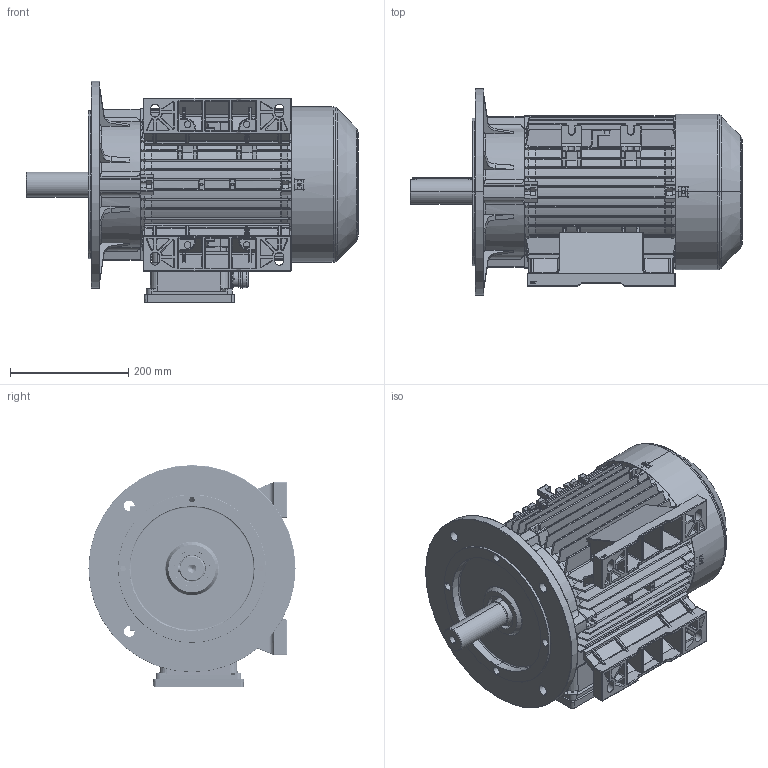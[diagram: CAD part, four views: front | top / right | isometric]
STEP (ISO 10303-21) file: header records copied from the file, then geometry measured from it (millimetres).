
FILE_DESCRIPTION (( 'STEP AP214' ), '1' );
FILE_NAME ('FCAP 160MT-B3 B5-IC411-2-4-6-8 POLES-TB LEFT.STEP', '2024-09-30T07:26:13', ( '' ), ( '' ), 'SwSTEP 2.0', 'SolidWorks 2024', '' );
FILE_SCHEMA (( 'AUTOMOTIVE_DESIGN' ));
Length unit declared in the file: millimetre
Products named in the file (17): Tappo M25; Gruppo Coprimorsettiera 132; FCAP 160MT-B3 B5-IC411-2-4-6-8 POLES-TB LEFT; Radial Ball Bearing_68_SKF_SKF - 6308 - 10,DE,NC,10_68; Piede 160T; Radial Ball Bearing_68_SKF_SKF - 6309 - 10,DE,NC,10_68; Scudo C160MT posteriore; Coperchio scatola morsetti 132; Guarnizione scatola-motore 132; Flangia FC160T; Albero C-FC 160MT - Serie - Autov.; Scatola morsetti 132; parallel_din_Parallel key A12 x 8 x 100 DIN 6885; Carcassa 132SM-160T-B3-B5; Guarnizione scatola-coperchio 132; PRESSACAVO M25; Copriventola 132M H.113
Assembly tree (17 placements, depth 3):
  FCAP 160MT-B3 B5-IC411-2-4-6-8 POLES-TB LEFT
    Albero C-FC 160MT - Serie - Autov.
    Radial Ball Bearing_68_SKF_SKF - 6309 - 10,DE,NC,10_68
    Radial Ball Bearing_68_SKF_SKF - 6308 - 10,DE,NC,10_68
    Flangia FC160T
    Scudo C160MT posteriore
    Piede 160T  x2
    parallel_din_Parallel key A12 x 8 x 100 DIN 6885
    Copriventola 132M H.113
    Carcassa 132SM-160T-B3-B5
    Gruppo Coprimorsettiera 132
      Scatola morsetti 132
      Coperchio scatola morsetti 132
      Guarnizione scatola-motore 132
      PRESSACAVO M25
      Tappo M25
      Guarnizione scatola-coperchio 132
Bounding box: 561 x 350 x 375 mm (x, y, z)
Volume: 6155282.5 mm3; surface area: 2182477.6 mm2
Topology: 16 solids, 18 shells, 5919 faces, 16031 edges, 10044 vertices
Faces by surface type: plane 2312, cylinder 1695, torus 696, cone 533, bspline 453, sphere 230
Entity records: 192279 total; most frequent: CARTESIAN_POINT 60898, ORIENTED_EDGE 28980, DIRECTION 25669, EDGE_CURVE 14490, AXIS2_PLACEMENT_3D 9227, VERTEX_POINT 9180, VECTOR 7215, LINE 7215
